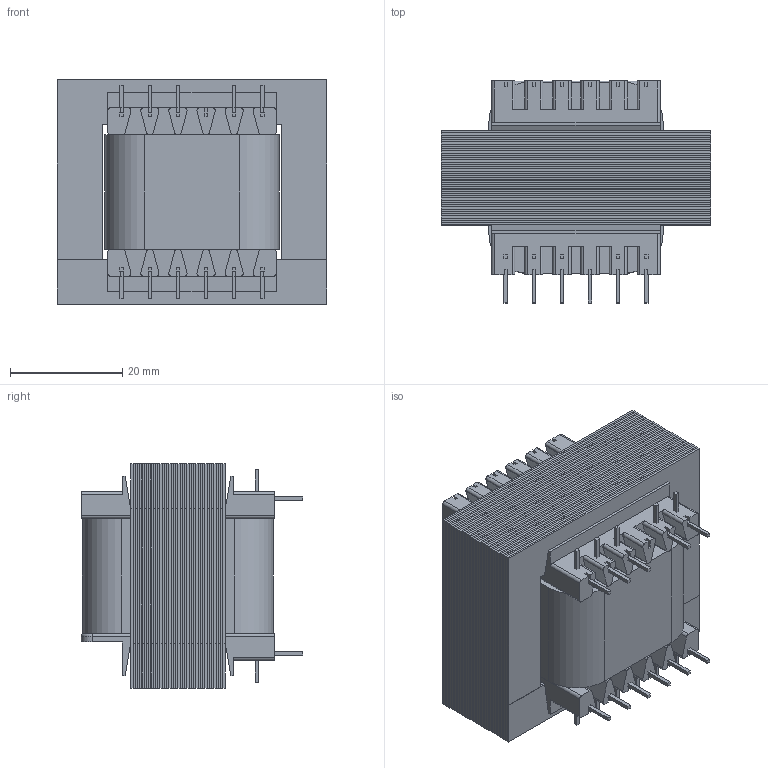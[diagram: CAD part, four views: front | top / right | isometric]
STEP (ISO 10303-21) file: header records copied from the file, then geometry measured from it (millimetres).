
FILE_DESCRIPTION (( 'STEP AP214' ), '1' );
FILE_NAME ('VTX-LOUT4.STEP', '2025-04-09T19:45:26', ( '' ), ( '' ), 'SwSTEP 2.0', 'SolidWorks 2024', '' );
FILE_SCHEMA (( 'AUTOMOTIVE_DESIGN' ));
Length unit declared in the file: millimetre
Products named in the file (6): I48; L PIN SQUARE 0.65; VTX-LOUT4; EI48 X 16.8 Winding; E48; Line Output Bobbin EI48
Assembly tree (97 placements, depth 2):
  VTX-LOUT4
    Line Output Bobbin EI48
    E48  x42
    I48  x42
    EI48 X 16.8 Winding
    L PIN SQUARE 0.65  x11
Bounding box: 48 x 39.5 x 40.01 mm (x, y, z)
Volume: 44705.5 mm3; surface area: 149060.2 mm2
Topology: 97 solids, 97 shells, 1237 faces, 3117 edges, 2074 vertices
Faces by surface type: plane 1144, cylinder 91, torus 2
Entity records: 11902 total; most frequent: CARTESIAN_POINT 2048, DIRECTION 2027, ORIENTED_EDGE 1938, EDGE_CURVE 969, LINE 785, VECTOR 785, VERTEX_POINT 642, AXIS2_PLACEMENT_3D 621
